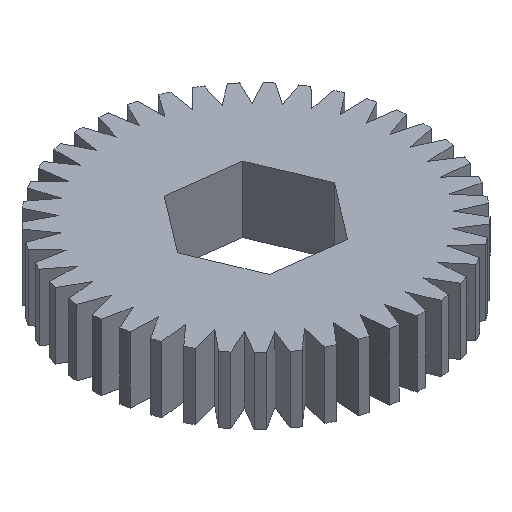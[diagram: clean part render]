
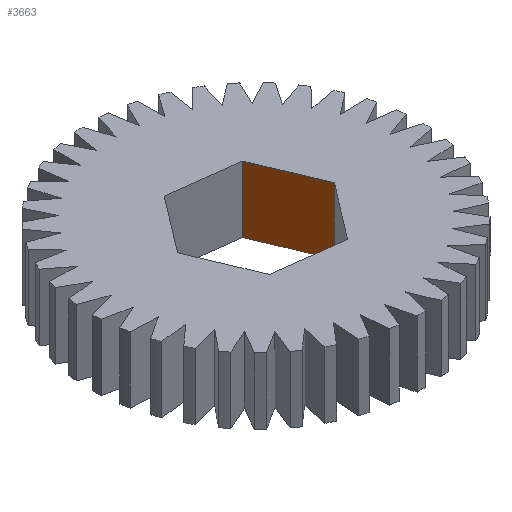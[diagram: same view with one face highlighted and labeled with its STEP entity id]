
A CAD part, isometric view. The second image highlights one B-rep face of the part: STEP entity #3663.
In plain terms, the highlighted planar face has unit normal (-0.923, -0.386, 0).
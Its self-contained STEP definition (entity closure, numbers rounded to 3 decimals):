
#32 = AXIS2_PLACEMENT_3D ( 'NONE', #1650, #3118, #2675 ) ;
#215 = CARTESIAN_POINT ( 'NONE',  ( 3.15, -0.405, 0. ) ) ;
#384 = CARTESIAN_POINT ( 'NONE',  ( 1.925, 2.525, 0. ) ) ;
#663 = CARTESIAN_POINT ( 'NONE',  ( 3.15, -0.405, 3. ) ) ;
#764 = LINE ( 'NONE', #846, #5959 ) ;
#826 = CARTESIAN_POINT ( 'NONE',  ( 3.15, -0.405, 3. ) ) ;
#846 = CARTESIAN_POINT ( 'NONE',  ( 1.925, 2.525, 3. ) ) ;
#1166 = EDGE_LOOP ( 'NONE', ( #4703, #5628, #3176, #3031 ) ) ;
#1448 = LINE ( 'NONE', #826, #5740 ) ;
#1519 = EDGE_CURVE ( 'NONE', #4722, #5457, #764, .T. ) ;
#1650 = CARTESIAN_POINT ( 'NONE',  ( 3.15, -0.405, 3. ) ) ;
#1774 = CARTESIAN_POINT ( 'NONE',  ( 1.925, 2.525, 3. ) ) ;
#2114 = DIRECTION ( 'NONE',  ( 0.386, -0.923, 0. ) ) ;
#2130 = CARTESIAN_POINT ( 'NONE',  ( 3.15, -0.405, 0. ) ) ;
#2610 = VECTOR ( 'NONE', #5038, 1000. ) ;
#2675 = DIRECTION ( 'NONE',  ( 0.386, -0.923, 0. ) ) ;
#2867 = DIRECTION ( 'NONE',  ( 0., 0., -1. ) ) ;
#2870 = DIRECTION ( 'NONE',  ( -0.386, 0.923, 0. ) ) ;
#3031 = ORIENTED_EDGE ( 'NONE', *, *, #5148, .F. ) ;
#3118 = DIRECTION ( 'NONE',  ( -0.923, -0.386, 0. ) ) ;
#3153 = CARTESIAN_POINT ( 'NONE',  ( 3.15, -0.405, 3. ) ) ;
#3176 = ORIENTED_EDGE ( 'NONE', *, *, #6276, .T. ) ;
#3571 = PLANE ( 'NONE',  #32 ) ;
#3631 = VERTEX_POINT ( 'NONE', #3153 ) ;
#3663 = ADVANCED_FACE ( 'NONE', ( #6026 ), #3571, .T. ) ;
#3893 = LINE ( 'NONE', #663, #2610 ) ;
#4488 = VERTEX_POINT ( 'NONE', #215 ) ;
#4703 = ORIENTED_EDGE ( 'NONE', *, *, #4792, .T. ) ;
#4722 = VERTEX_POINT ( 'NONE', #1774 ) ;
#4792 = EDGE_CURVE ( 'NONE', #3631, #4722, #1448, .T. ) ;
#5038 = DIRECTION ( 'NONE',  ( 0., 0., -1. ) ) ;
#5148 = EDGE_CURVE ( 'NONE', #3631, #4488, #3893, .T. ) ;
#5336 = LINE ( 'NONE', #2130, #5569 ) ;
#5457 = VERTEX_POINT ( 'NONE', #384 ) ;
#5569 = VECTOR ( 'NONE', #2114, 1000. ) ;
#5628 = ORIENTED_EDGE ( 'NONE', *, *, #1519, .T. ) ;
#5740 = VECTOR ( 'NONE', #2870, 1000. ) ;
#5959 = VECTOR ( 'NONE', #2867, 1000. ) ;
#6026 = FACE_OUTER_BOUND ( 'NONE', #1166, .T. ) ;
#6276 = EDGE_CURVE ( 'NONE', #5457, #4488, #5336, .T. ) ;
